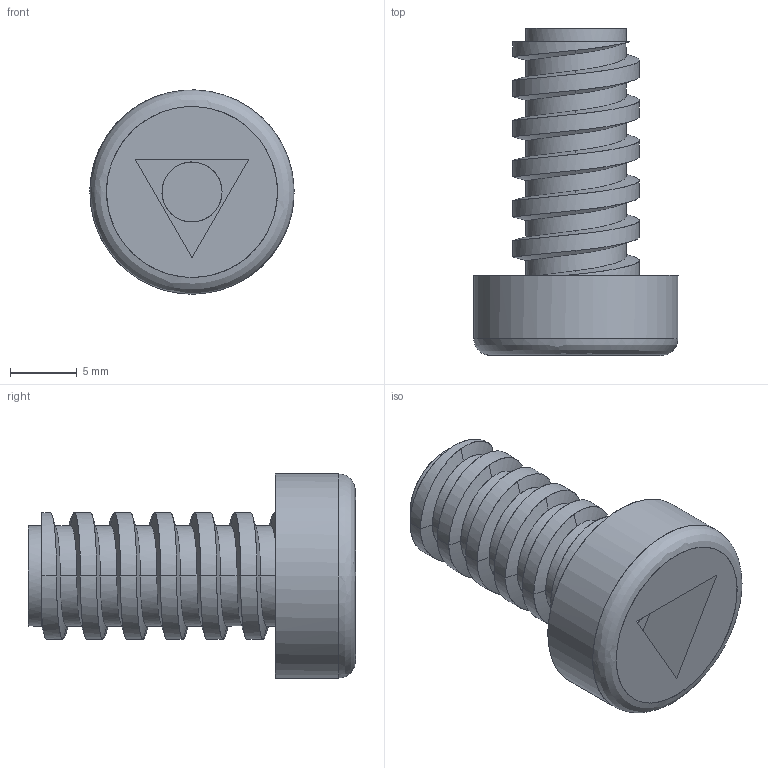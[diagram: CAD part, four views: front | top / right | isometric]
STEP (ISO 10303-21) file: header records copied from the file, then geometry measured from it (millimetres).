
FILE_DESCRIPTION((''),'2;1');
FILE_NAME('PHK.stp','2021-05-17T13:40:29',(''),(''),'AutoCAD STEP 2000i','AutoCAD 2000i',', , ');
FILE_SCHEMA(('CONFIG_CONTROL_DESIGN'));
Length unit declared in the file: millimetre
Products named in the file (1): PHK
Bounding box: 15.3 x 24.5 x 15.3 mm (x, y, z)
Surface area: 1744.9 mm2 (no closed solid volume)
Topology: 0 solids, 0 shells, 65 faces, 251 edges, 246 vertices
Faces by surface type: bspline 65
Entity records: 4215 total; most frequent: CARTESIAN_POINT 3077, QUASI_UNIFORM_CURVE 320, PCURVE 251, COMPOSITE_CURVE_SEGMENT 251, B_SPLINE_CURVE_WITH_KNOTS 72, OUTER_BOUNDARY_CURVE 65, CURVE_BOUNDED_SURFACE 65, PERSON 8
